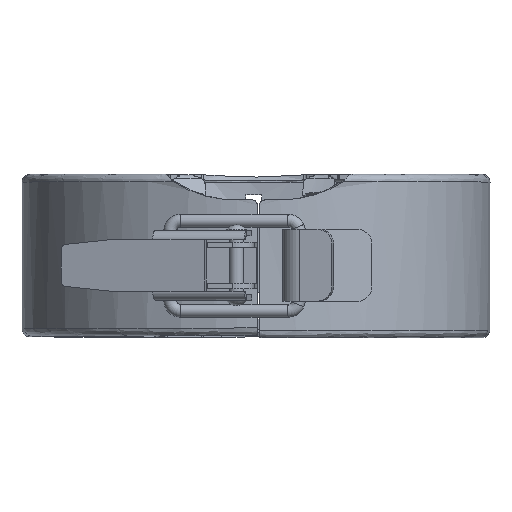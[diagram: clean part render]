
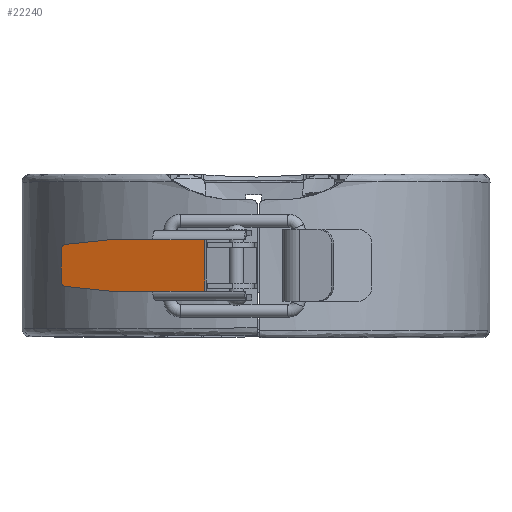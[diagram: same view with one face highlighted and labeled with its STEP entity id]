
A CAD part, top view. The second image highlights one B-rep face of the part: STEP entity #22240.
In plain terms, the highlighted planar face has unit normal (-0.277, 0, 0.961).
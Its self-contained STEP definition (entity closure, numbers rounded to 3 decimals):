
#337=CIRCLE('',#22953,1.);
#338=CIRCLE('',#22954,1.);
#752=PLANE('',#22952);
#1941=FACE_OUTER_BOUND('',#3169,.T.);
#3169=EDGE_LOOP('',(#19618,#19619,#19620,#19621,#19622,#19623,#19624,#19625,
#19626,#19627));
#4376=LINE('',#85736,#5608);
#4377=LINE('',#85738,#5609);
#4378=LINE('',#85740,#5610);
#4379=LINE('',#85742,#5611);
#4380=LINE('',#85744,#5612);
#4381=LINE('',#85748,#5613);
#4382=LINE('',#85752,#5614);
#4383=LINE('',#85753,#5615);
#5608=VECTOR('',#25417,1000.);
#5609=VECTOR('',#25418,1000.);
#5610=VECTOR('',#25419,1000.);
#5611=VECTOR('',#25420,1000.);
#5612=VECTOR('',#25421,1000.);
#5613=VECTOR('',#25424,1000.);
#5614=VECTOR('',#25427,1000.);
#5615=VECTOR('',#25428,1000.);
#9493=VERTEX_POINT('',#85734);
#9494=VERTEX_POINT('',#85735);
#9495=VERTEX_POINT('',#85737);
#9496=VERTEX_POINT('',#85739);
#9497=VERTEX_POINT('',#85741);
#9498=VERTEX_POINT('',#85743);
#9499=VERTEX_POINT('',#85745);
#9500=VERTEX_POINT('',#85747);
#9501=VERTEX_POINT('',#85749);
#9502=VERTEX_POINT('',#85751);
#12887=EDGE_CURVE('',#9493,#9494,#4376,.T.);
#12888=EDGE_CURVE('',#9493,#9495,#4377,.T.);
#12889=EDGE_CURVE('',#9495,#9496,#4378,.T.);
#12890=EDGE_CURVE('',#9496,#9497,#4379,.T.);
#12891=EDGE_CURVE('',#9497,#9498,#4380,.T.);
#12892=EDGE_CURVE('',#9498,#9499,#337,.T.);
#12893=EDGE_CURVE('',#9499,#9500,#4381,.T.);
#12894=EDGE_CURVE('',#9500,#9501,#338,.T.);
#12895=EDGE_CURVE('',#9501,#9502,#4382,.T.);
#12896=EDGE_CURVE('',#9502,#9494,#4383,.T.);
#19618=ORIENTED_EDGE('',*,*,#12887,.F.);
#19619=ORIENTED_EDGE('',*,*,#12888,.T.);
#19620=ORIENTED_EDGE('',*,*,#12889,.T.);
#19621=ORIENTED_EDGE('',*,*,#12890,.T.);
#19622=ORIENTED_EDGE('',*,*,#12891,.T.);
#19623=ORIENTED_EDGE('',*,*,#12892,.T.);
#19624=ORIENTED_EDGE('',*,*,#12893,.T.);
#19625=ORIENTED_EDGE('',*,*,#12894,.T.);
#19626=ORIENTED_EDGE('',*,*,#12895,.T.);
#19627=ORIENTED_EDGE('',*,*,#12896,.T.);
#22240=ADVANCED_FACE('',(#1941),#752,.T.);
#22952=AXIS2_PLACEMENT_3D('',#85733,#25415,#25416);
#22953=AXIS2_PLACEMENT_3D('',#85746,#25422,#25423);
#22954=AXIS2_PLACEMENT_3D('',#85750,#25425,#25426);
#25415=DIRECTION('center_axis',(-0.277,0.,
0.961));
#25416=DIRECTION('ref_axis',(0.961,0.,0.277));
#25417=DIRECTION('',(-0.961,0.,-0.277));
#25418=DIRECTION('',(0.,1.,0.));
#25419=DIRECTION('',(-0.961,0.,-0.277));
#25420=DIRECTION('',(-0.961,0.,-0.277));
#25421=DIRECTION('',(-0.956,-0.1,-0.276));
#25422=DIRECTION('center_axis',(-0.277,0.,
0.961));
#25423=DIRECTION('ref_axis',(-0.961,0.,-0.277));
#25424=DIRECTION('',(0.,-1.,0.));
#25425=DIRECTION('center_axis',(-0.277,0.,
0.961));
#25426=DIRECTION('ref_axis',(0.961,0.,0.277));
#25427=DIRECTION('',(0.956,-0.1,0.276));
#25428=DIRECTION('',(0.961,0.,0.277));
#85733=CARTESIAN_POINT('Origin',(-11.418,95.431,1052.653));
#85734=CARTESIAN_POINT('',(-16.222,80.363,1051.267));
#85735=CARTESIAN_POINT('',(-26.311,80.363,1048.357));
#85736=CARTESIAN_POINT('',(-11.418,80.363,1052.653));
#85737=CARTESIAN_POINT('',(-16.222,90.363,1051.267));
#85738=CARTESIAN_POINT('',(-16.222,80.363,1051.267));
#85739=CARTESIAN_POINT('',(-26.311,90.363,1048.357));
#85740=CARTESIAN_POINT('',(-11.418,90.363,1052.653));
#85741=CARTESIAN_POINT('',(-34.478,90.363,1046.001));
#85742=CARTESIAN_POINT('',(-34.478,90.363,1046.001));
#85743=CARTESIAN_POINT('',(-43.221,89.453,1043.48));
#85744=CARTESIAN_POINT('',(-43.221,89.453,1043.48));
#85745=CARTESIAN_POINT('',(-44.086,88.458,1043.23));
#85746=CARTESIAN_POINT('Origin',(-43.125,88.458,1043.507));
#85747=CARTESIAN_POINT('',(-44.086,82.268,1043.23));
#85748=CARTESIAN_POINT('',(-44.086,82.268,1043.23));
#85749=CARTESIAN_POINT('',(-43.221,81.273,1043.48));
#85750=CARTESIAN_POINT('Origin',(-43.125,82.268,1043.507));
#85751=CARTESIAN_POINT('',(-34.478,80.363,1046.001));
#85752=CARTESIAN_POINT('',(-43.221,81.273,1043.48));
#85753=CARTESIAN_POINT('',(-34.478,80.363,1046.001));
